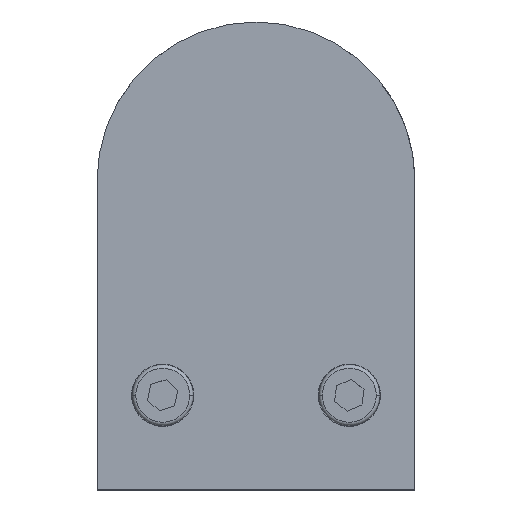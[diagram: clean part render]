
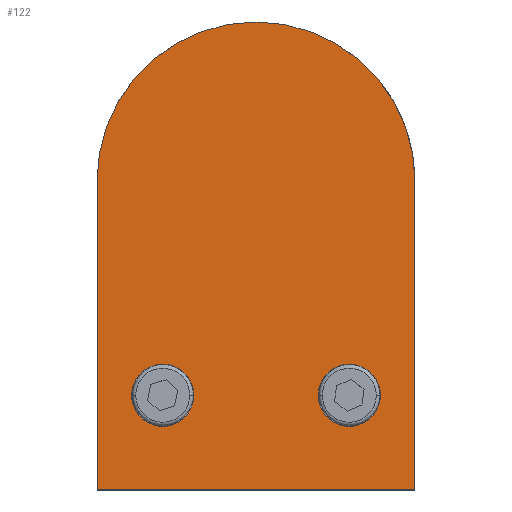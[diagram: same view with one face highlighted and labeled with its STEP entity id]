
A CAD part, top view. The second image highlights one B-rep face of the part: STEP entity #122.
In plain terms, the highlighted planar face has unit normal (0, 0, 1).
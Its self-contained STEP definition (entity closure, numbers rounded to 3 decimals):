
#99 = CARTESIAN_POINT ( 'NONE',  ( 0., 57., 14.25 ) ) ;
#101 = DIRECTION ( 'NONE',  ( -1., 0., 0. ) ) ;
#122 = ADVANCED_FACE ( 'NONE', ( #1661, #1930, #2711 ), #2446, .T. ) ;
#170 = DIRECTION ( 'NONE',  ( 0., -1., 0. ) ) ;
#179 = DIRECTION ( 'NONE',  ( 1., 0., 0. ) ) ;
#190 = CARTESIAN_POINT ( 'NONE',  ( -18., 26., 14.25 ) ) ;
#210 = VERTEX_POINT ( 'NONE', #1208 ) ;
#258 = DIRECTION ( 'NONE',  ( 1., 0., 0. ) ) ;
#262 = EDGE_LOOP ( 'NONE', ( #1319, #477 ) ) ;
#295 = EDGE_CURVE ( 'NONE', #1919, #2540, #1118, .T. ) ;
#338 = CARTESIAN_POINT ( 'NONE',  ( 23., 0., 14.25 ) ) ;
#351 = CARTESIAN_POINT ( 'NONE',  ( 45.1, 12.348, 14.25 ) ) ;
#371 = LINE ( 'NONE', #637, #3225 ) ;
#442 = DIRECTION ( 'NONE',  ( 1., 0., 0. ) ) ;
#446 = ORIENTED_EDGE ( 'NONE', *, *, #3104, .F. ) ;
#477 = ORIENTED_EDGE ( 'NONE', *, *, #2355, .F. ) ;
#630 = CARTESIAN_POINT ( 'NONE',  ( -23., 12.348, 14.25 ) ) ;
#636 = CIRCLE ( 'NONE', #1501, 23. ) ;
#637 = CARTESIAN_POINT ( 'NONE',  ( -23., 0., 14.25 ) ) ;
#676 = DIRECTION ( 'NONE',  ( 1., 0., 0. ) ) ;
#768 = CARTESIAN_POINT ( 'NONE',  ( 13.5, 26., 14.25 ) ) ;
#843 = CARTESIAN_POINT ( 'NONE',  ( -23., 57., 14.25 ) ) ;
#855 = ORIENTED_EDGE ( 'NONE', *, *, #1513, .T. ) ;
#926 = CARTESIAN_POINT ( 'NONE',  ( -13.5, 26., 14.25 ) ) ;
#987 = EDGE_CURVE ( 'NONE', #1686, #2669, #371, .T. ) ;
#989 = CARTESIAN_POINT ( 'NONE',  ( -13.5, 26., 14.25 ) ) ;
#1005 = ORIENTED_EDGE ( 'NONE', *, *, #2207, .T. ) ;
#1009 = AXIS2_PLACEMENT_3D ( 'NONE', #768, #2862, #258 ) ;
#1079 = CIRCLE ( 'NONE', #2905, 4.5 ) ;
#1118 = CIRCLE ( 'NONE', #1009, 4.5 ) ;
#1174 = AXIS2_PLACEMENT_3D ( 'NONE', #99, #2987, #179 ) ;
#1208 = CARTESIAN_POINT ( 'NONE',  ( 23., 57., 14.25 ) ) ;
#1253 = ORIENTED_EDGE ( 'NONE', *, *, #987, .T. ) ;
#1296 = CARTESIAN_POINT ( 'NONE',  ( -9., 26., 14.25 ) ) ;
#1319 = ORIENTED_EDGE ( 'NONE', *, *, #2775, .F. ) ;
#1388 = DIRECTION ( 'NONE',  ( 0., 1., 0. ) ) ;
#1501 = AXIS2_PLACEMENT_3D ( 'NONE', #3010, #2915, #2623 ) ;
#1513 = EDGE_CURVE ( 'NONE', #210, #1686, #636, .T. ) ;
#1533 = DIRECTION ( 'NONE',  ( 0., 0., 1. ) ) ;
#1536 = EDGE_LOOP ( 'NONE', ( #2487, #1005, #855, #1253 ) ) ;
#1653 = LINE ( 'NONE', #338, #2337 ) ;
#1661 = FACE_BOUND ( 'NONE', #262, .T. ) ;
#1686 = VERTEX_POINT ( 'NONE', #843 ) ;
#1742 = VECTOR ( 'NONE', #101, 1000. ) ;
#1835 = VERTEX_POINT ( 'NONE', #190 ) ;
#1919 = VERTEX_POINT ( 'NONE', #2619 ) ;
#1930 = FACE_BOUND ( 'NONE', #2718, .T. ) ;
#2053 = DIRECTION ( 'NONE',  ( 0., 0., 1. ) ) ;
#2207 = EDGE_CURVE ( 'NONE', #3064, #210, #1653, .T. ) ;
#2274 = CIRCLE ( 'NONE', #2837, 4.5 ) ;
#2280 = DIRECTION ( 'NONE',  ( 1., 0., 0. ) ) ;
#2337 = VECTOR ( 'NONE', #1388, 1000. ) ;
#2355 = EDGE_CURVE ( 'NONE', #1835, #2706, #1079, .T. ) ;
#2396 = CIRCLE ( 'NONE', #3114, 4.5 ) ;
#2446 = PLANE ( 'NONE',  #1174 ) ;
#2487 = ORIENTED_EDGE ( 'NONE', *, *, #2513, .F. ) ;
#2513 = EDGE_CURVE ( 'NONE', #3064, #2669, #2924, .T. ) ;
#2540 = VERTEX_POINT ( 'NONE', #3191 ) ;
#2619 = CARTESIAN_POINT ( 'NONE',  ( 18., 26., 14.25 ) ) ;
#2623 = DIRECTION ( 'NONE',  ( 1., 0., 0. ) ) ;
#2669 = VERTEX_POINT ( 'NONE', #630 ) ;
#2706 = VERTEX_POINT ( 'NONE', #1296 ) ;
#2711 = FACE_OUTER_BOUND ( 'NONE', #1536, .T. ) ;
#2718 = EDGE_LOOP ( 'NONE', ( #3234, #446 ) ) ;
#2775 = EDGE_CURVE ( 'NONE', #2706, #1835, #2274, .T. ) ;
#2837 = AXIS2_PLACEMENT_3D ( 'NONE', #989, #2053, #2280 ) ;
#2861 = CARTESIAN_POINT ( 'NONE',  ( 13.5, 26., 14.25 ) ) ;
#2862 = DIRECTION ( 'NONE',  ( 0., 0., 1. ) ) ;
#2905 = AXIS2_PLACEMENT_3D ( 'NONE', #926, #3032, #676 ) ;
#2915 = DIRECTION ( 'NONE',  ( 0., 0., 1. ) ) ;
#2924 = LINE ( 'NONE', #351, #1742 ) ;
#2987 = DIRECTION ( 'NONE',  ( 0., 0., 1. ) ) ;
#3010 = CARTESIAN_POINT ( 'NONE',  ( 0., 57., 14.25 ) ) ;
#3032 = DIRECTION ( 'NONE',  ( 0., 0., 1. ) ) ;
#3064 = VERTEX_POINT ( 'NONE', #3237 ) ;
#3104 = EDGE_CURVE ( 'NONE', #2540, #1919, #2396, .T. ) ;
#3114 = AXIS2_PLACEMENT_3D ( 'NONE', #2861, #1533, #442 ) ;
#3191 = CARTESIAN_POINT ( 'NONE',  ( 9., 26., 14.25 ) ) ;
#3225 = VECTOR ( 'NONE', #170, 1000. ) ;
#3234 = ORIENTED_EDGE ( 'NONE', *, *, #295, .F. ) ;
#3237 = CARTESIAN_POINT ( 'NONE',  ( 23., 12.348, 14.25 ) ) ;
